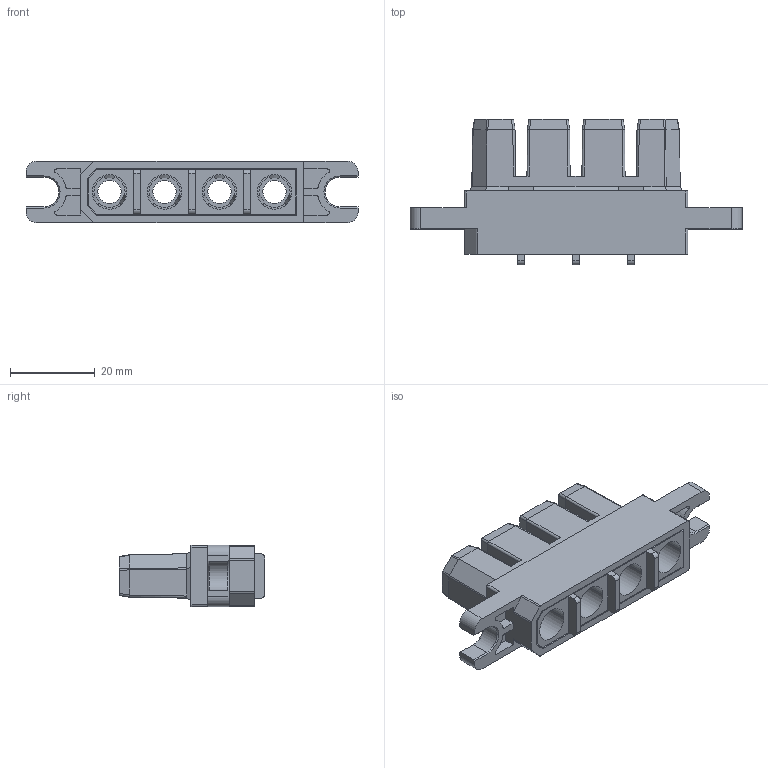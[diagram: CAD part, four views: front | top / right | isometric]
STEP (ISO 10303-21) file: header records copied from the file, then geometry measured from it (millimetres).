
FILE_DESCRIPTION((''),'2;1');
FILE_NAME('F00MPC-P04SA300-01_ASM','2026-03-10T',('工程三'),(''),'PRO/ENGINEER BY PARAMETRIC TECHNOLOGY CORPORATION, 2010280','PRO/ENGINEER BY PARAMETRIC TECHNOLOGY CORPORATION, 2010280','');
FILE_SCHEMA(('CONFIG_CONTROL_DESIGN'));
Products named in the file (1): F00MPC-P04SA300-01_ASM
Bounding box: 78.5 x 34.5 x 14.52 mm (x, y, z)
Volume: 13421.7 mm3; surface area: 13192.7 mm2
Topology: 1 solids, 1 shells, 2001 faces, 5618 edges, 3718 vertices
Faces by surface type: plane 1833, cylinder 108, cone 48, torus 12
Entity records: 63514 total; most frequent: CARTESIAN_POINT 11573, ORIENTED_EDGE 11236, DIRECTION 9878, EDGE_CURVE 5618, VECTOR 5244, LINE 5244, VERTEX_POINT 3718, AXIS2_PLACEMENT_3D 2317
